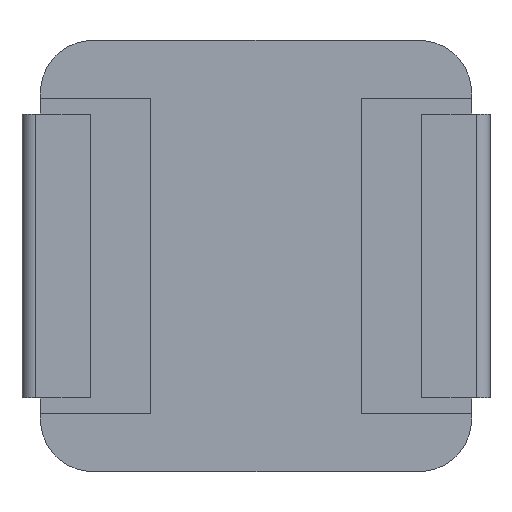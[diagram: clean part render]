
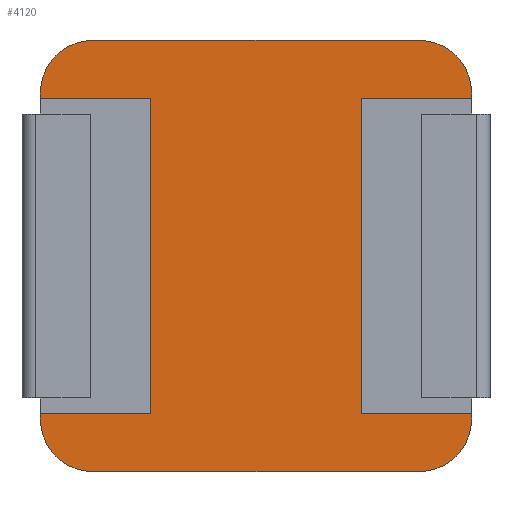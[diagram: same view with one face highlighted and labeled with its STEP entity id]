
A CAD part, front view. The second image highlights one B-rep face of the part: STEP entity #4120.
In plain terms, the highlighted planar face has unit normal (0, -1, 0).
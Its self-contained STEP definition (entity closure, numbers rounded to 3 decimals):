
#38 = ORIENTED_EDGE ( 'NONE', *, *, #2271, .F. ) ;
#472 = EDGE_CURVE ( 'NONE', #5449, #1451, #3868, .T. ) ;
#542 = EDGE_CURVE ( 'NONE', #4768, #5825, #3702, .T. ) ;
#631 = FACE_OUTER_BOUND ( 'NONE', #5649, .T. ) ;
#823 = LINE ( 'NONE', #3009, #3930 ) ;
#899 = DIRECTION ( 'NONE',  ( 0., -1., 0. ) ) ;
#971 = DIRECTION ( 'NONE',  ( 1., 0., 0. ) ) ;
#973 = VECTOR ( 'NONE', #5962, 1000. ) ;
#979 = CARTESIAN_POINT ( 'NONE',  ( 4.1, 0., -4.1 ) ) ;
#1033 = CARTESIAN_POINT ( 'NONE',  ( 4.1, 0., -4.1 ) ) ;
#1066 = DIRECTION ( 'NONE',  ( 0., 0., 1. ) ) ;
#1114 = VECTOR ( 'NONE', #2232, 1000. ) ;
#1157 = LINE ( 'NONE', #6399, #3138 ) ;
#1164 = EDGE_CURVE ( 'NONE', #2556, #1848, #6134, .T. ) ;
#1185 = ORIENTED_EDGE ( 'NONE', *, *, #4329, .T. ) ;
#1189 = ORIENTED_EDGE ( 'NONE', *, *, #1164, .T. ) ;
#1271 = CARTESIAN_POINT ( 'NONE',  ( 2., 0., -3. ) ) ;
#1324 = ORIENTED_EDGE ( 'NONE', *, *, #4881, .T. ) ;
#1339 = CARTESIAN_POINT ( 'NONE',  ( -2., 0., -3. ) ) ;
#1357 = EDGE_CURVE ( 'NONE', #4686, #4435, #823, .T. ) ;
#1365 = EDGE_CURVE ( 'NONE', #5848, #3801, #3208, .T. ) ;
#1378 = CARTESIAN_POINT ( 'NONE',  ( -4.1, 0., -3.1 ) ) ;
#1447 = DIRECTION ( 'NONE',  ( 1., 0., 0. ) ) ;
#1451 = VERTEX_POINT ( 'NONE', #5541 ) ;
#1473 = CARTESIAN_POINT ( 'NONE',  ( 4.1, 0., 3.1 ) ) ;
#1478 = DIRECTION ( 'NONE',  ( 0., 0., -1. ) ) ;
#1578 = ORIENTED_EDGE ( 'NONE', *, *, #3885, .F. ) ;
#1609 = LINE ( 'NONE', #1943, #973 ) ;
#1698 = VERTEX_POINT ( 'NONE', #1271 ) ;
#1770 = VECTOR ( 'NONE', #1478, 1000. ) ;
#1848 = VERTEX_POINT ( 'NONE', #4984 ) ;
#1885 = CARTESIAN_POINT ( 'NONE',  ( -3.1, 0., -3.1 ) ) ;
#1943 = CARTESIAN_POINT ( 'NONE',  ( -4.1, 0., -3. ) ) ;
#1959 = DIRECTION ( 'NONE',  ( 0., 0., 1. ) ) ;
#1990 = AXIS2_PLACEMENT_3D ( 'NONE', #3171, #5712, #5271 ) ;
#2002 = LINE ( 'NONE', #5817, #2235 ) ;
#2109 = DIRECTION ( 'NONE',  ( 0., 1., 0. ) ) ;
#2147 = VECTOR ( 'NONE', #1959, 1000. ) ;
#2232 = DIRECTION ( 'NONE',  ( -1., 0., 0. ) ) ;
#2235 = VECTOR ( 'NONE', #4303, 1000. ) ;
#2268 = DIRECTION ( 'NONE',  ( 0., 0., 1. ) ) ;
#2271 = EDGE_CURVE ( 'NONE', #5081, #5825, #3948, .T. ) ;
#2303 = ORIENTED_EDGE ( 'NONE', *, *, #1365, .T. ) ;
#2309 = EDGE_CURVE ( 'NONE', #3744, #1451, #3217, .T. ) ;
#2342 = CARTESIAN_POINT ( 'NONE',  ( 3.1, 0., -3.1 ) ) ;
#2362 = DIRECTION ( 'NONE',  ( 0., 0., 1. ) ) ;
#2379 = VERTEX_POINT ( 'NONE', #6085 ) ;
#2418 = VECTOR ( 'NONE', #5526, 1000. ) ;
#2460 = CARTESIAN_POINT ( 'NONE',  ( -4.1, 0., -3. ) ) ;
#2519 = CARTESIAN_POINT ( 'NONE',  ( -4.1, 0., -4.1 ) ) ;
#2556 = VERTEX_POINT ( 'NONE', #4549 ) ;
#2559 = DIRECTION ( 'NONE',  ( 0., 0., 1. ) ) ;
#2569 = AXIS2_PLACEMENT_3D ( 'NONE', #4076, #2109, #2559 ) ;
#2601 = DIRECTION ( 'NONE',  ( 1., 0., 0. ) ) ;
#2615 = EDGE_CURVE ( 'NONE', #5927, #3801, #4467, .T. ) ;
#2628 = VECTOR ( 'NONE', #971, 1000. ) ;
#2645 = PLANE ( 'NONE',  #2569 ) ;
#2781 = CARTESIAN_POINT ( 'NONE',  ( -3.1, 0., 4.1 ) ) ;
#2941 = DIRECTION ( 'NONE',  ( 0., 0., -1. ) ) ;
#2975 = VECTOR ( 'NONE', #2941, 1000. ) ;
#3009 = CARTESIAN_POINT ( 'NONE',  ( -4.1, 0., -4.1 ) ) ;
#3072 = VERTEX_POINT ( 'NONE', #4573 ) ;
#3138 = VECTOR ( 'NONE', #3371, 1000. ) ;
#3171 = CARTESIAN_POINT ( 'NONE',  ( 3.1, 0., 3.1 ) ) ;
#3208 = LINE ( 'NONE', #6105, #6358 ) ;
#3217 = LINE ( 'NONE', #979, #2975 ) ;
#3265 = DIRECTION ( 'NONE',  ( 0., -1., 0. ) ) ;
#3325 = EDGE_CURVE ( 'NONE', #3744, #1698, #3895, .T. ) ;
#3368 = DIRECTION ( 'NONE',  ( 0., -1., 0. ) ) ;
#3371 = DIRECTION ( 'NONE',  ( 0., 0., 1. ) ) ;
#3372 = DIRECTION ( 'NONE',  ( 0., 0., 1. ) ) ;
#3455 = CARTESIAN_POINT ( 'NONE',  ( -4.1, 0., 3. ) ) ;
#3474 = LINE ( 'NONE', #4402, #5617 ) ;
#3495 = ORIENTED_EDGE ( 'NONE', *, *, #2615, .F. ) ;
#3529 = AXIS2_PLACEMENT_3D ( 'NONE', #1885, #899, #3372 ) ;
#3567 = CARTESIAN_POINT ( 'NONE',  ( -4.1, 0., 3. ) ) ;
#3576 = ORIENTED_EDGE ( 'NONE', *, *, #3325, .T. ) ;
#3702 = CIRCLE ( 'NONE', #3759, 1. ) ;
#3744 = VERTEX_POINT ( 'NONE', #5154 ) ;
#3759 = AXIS2_PLACEMENT_3D ( 'NONE', #4477, #3368, #2362 ) ;
#3801 = VERTEX_POINT ( 'NONE', #4316 ) ;
#3868 = CIRCLE ( 'NONE', #5524, 1. ) ;
#3885 = EDGE_CURVE ( 'NONE', #5449, #2379, #2002, .T. ) ;
#3895 = LINE ( 'NONE', #6298, #1114 ) ;
#3930 = VECTOR ( 'NONE', #1066, 1000. ) ;
#3937 = EDGE_CURVE ( 'NONE', #4768, #3072, #3474, .T. ) ;
#3948 = LINE ( 'NONE', #2519, #2147 ) ;
#4076 = CARTESIAN_POINT ( 'NONE',  ( 0., 0., 0. ) ) ;
#4120 = ADVANCED_FACE ( 'NONE', ( #631 ), #2645, .F. ) ;
#4135 = ORIENTED_EDGE ( 'NONE', *, *, #1357, .F. ) ;
#4146 = EDGE_CURVE ( 'NONE', #5927, #3072, #5759, .T. ) ;
#4303 = DIRECTION ( 'NONE',  ( -1., 0., 0. ) ) ;
#4316 = CARTESIAN_POINT ( 'NONE',  ( 4.1, 0., 3. ) ) ;
#4329 = EDGE_CURVE ( 'NONE', #4686, #2379, #4572, .T. ) ;
#4343 = ORIENTED_EDGE ( 'NONE', *, *, #5854, .T. ) ;
#4401 = CARTESIAN_POINT ( 'NONE',  ( -4.1, 0., 3.1 ) ) ;
#4402 = CARTESIAN_POINT ( 'NONE',  ( -4.1, 0., 4.1 ) ) ;
#4429 = CARTESIAN_POINT ( 'NONE',  ( 2., 0., 3. ) ) ;
#4435 = VERTEX_POINT ( 'NONE', #2460 ) ;
#4467 = LINE ( 'NONE', #1033, #2418 ) ;
#4477 = CARTESIAN_POINT ( 'NONE',  ( -3.1, 0., 3.1 ) ) ;
#4549 = CARTESIAN_POINT ( 'NONE',  ( -2., 0., 3. ) ) ;
#4572 = CIRCLE ( 'NONE', #3529, 1. ) ;
#4573 = CARTESIAN_POINT ( 'NONE',  ( 3.1, 0., 4.1 ) ) ;
#4673 = LINE ( 'NONE', #3455, #2628 ) ;
#4686 = VERTEX_POINT ( 'NONE', #1378 ) ;
#4768 = VERTEX_POINT ( 'NONE', #2781 ) ;
#4881 = EDGE_CURVE ( 'NONE', #1848, #4435, #1609, .T. ) ;
#4924 = ORIENTED_EDGE ( 'NONE', *, *, #472, .T. ) ;
#4984 = CARTESIAN_POINT ( 'NONE',  ( -2., 0., -3. ) ) ;
#5081 = VERTEX_POINT ( 'NONE', #3567 ) ;
#5087 = ORIENTED_EDGE ( 'NONE', *, *, #2309, .F. ) ;
#5154 = CARTESIAN_POINT ( 'NONE',  ( 4.1, 0., -3. ) ) ;
#5271 = DIRECTION ( 'NONE',  ( 0., 0., 1. ) ) ;
#5449 = VERTEX_POINT ( 'NONE', #6045 ) ;
#5473 = ORIENTED_EDGE ( 'NONE', *, *, #4146, .T. ) ;
#5524 = AXIS2_PLACEMENT_3D ( 'NONE', #2342, #3265, #2268 ) ;
#5526 = DIRECTION ( 'NONE',  ( 0., 0., -1. ) ) ;
#5541 = CARTESIAN_POINT ( 'NONE',  ( 4.1, 0., -3.1 ) ) ;
#5617 = VECTOR ( 'NONE', #1447, 1000. ) ;
#5649 = EDGE_LOOP ( 'NONE', ( #1578, #4924, #5087, #3576, #5652, #2303, #3495, #5473, #6152, #6374, #38, #4343, #1189, #1324, #4135, #1185 ) ) ;
#5652 = ORIENTED_EDGE ( 'NONE', *, *, #6418, .T. ) ;
#5712 = DIRECTION ( 'NONE',  ( 0., -1., 0. ) ) ;
#5759 = CIRCLE ( 'NONE', #1990, 1. ) ;
#5817 = CARTESIAN_POINT ( 'NONE',  ( -4.1, 0., -4.1 ) ) ;
#5825 = VERTEX_POINT ( 'NONE', #4401 ) ;
#5848 = VERTEX_POINT ( 'NONE', #4429 ) ;
#5854 = EDGE_CURVE ( 'NONE', #5081, #2556, #4673, .T. ) ;
#5927 = VERTEX_POINT ( 'NONE', #1473 ) ;
#5962 = DIRECTION ( 'NONE',  ( -1., 0., 0. ) ) ;
#6045 = CARTESIAN_POINT ( 'NONE',  ( 3.1, 0., -4.1 ) ) ;
#6085 = CARTESIAN_POINT ( 'NONE',  ( -3.1, 0., -4.1 ) ) ;
#6105 = CARTESIAN_POINT ( 'NONE',  ( 4.1, 0., 3. ) ) ;
#6134 = LINE ( 'NONE', #1339, #1770 ) ;
#6152 = ORIENTED_EDGE ( 'NONE', *, *, #3937, .F. ) ;
#6298 = CARTESIAN_POINT ( 'NONE',  ( 4.1, 0., -3. ) ) ;
#6358 = VECTOR ( 'NONE', #2601, 1000. ) ;
#6374 = ORIENTED_EDGE ( 'NONE', *, *, #542, .T. ) ;
#6399 = CARTESIAN_POINT ( 'NONE',  ( 2., 0., -3. ) ) ;
#6418 = EDGE_CURVE ( 'NONE', #1698, #5848, #1157, .T. ) ;
